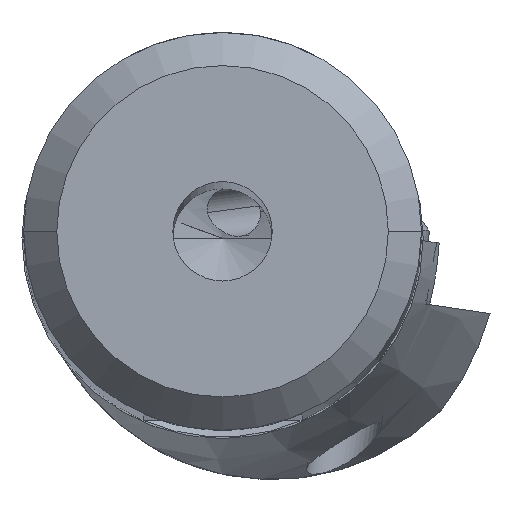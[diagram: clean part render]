
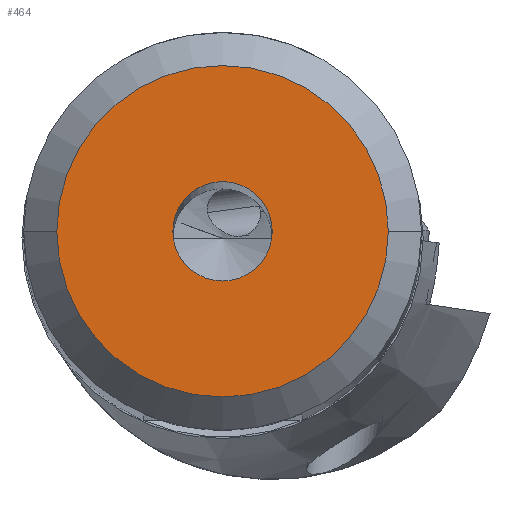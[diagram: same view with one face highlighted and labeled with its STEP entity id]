
A CAD part, top view. The second image highlights one B-rep face of the part: STEP entity #464.
In plain terms, the highlighted planar face has unit normal (0, 0, 1).
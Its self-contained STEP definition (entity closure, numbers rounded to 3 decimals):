
#464=ADVANCED_FACE('',(#532,#533),#515,.T.);
#515=PLANE('',#1701);
#532=FACE_BOUND('',#590,.T.);
#533=FACE_BOUND('',#591,.T.);
#590=EDGE_LOOP('',(#886,#887,#888));
#591=EDGE_LOOP('',(#889,#890));
#886=ORIENTED_EDGE('',*,*,#1349,.F.);
#887=ORIENTED_EDGE('',*,*,#1350,.F.);
#888=ORIENTED_EDGE('',*,*,#1351,.F.);
#889=ORIENTED_EDGE('',*,*,#1352,.F.);
#890=ORIENTED_EDGE('',*,*,#1348,.F.);
#1159=VERTEX_POINT('',#2786);
#1160=VERTEX_POINT('',#2788);
#1161=VERTEX_POINT('',#2792);
#1162=VERTEX_POINT('',#2793);
#1163=VERTEX_POINT('',#2795);
#1348=EDGE_CURVE('',#1160,#1159,#1481,.T.);
#1349=EDGE_CURVE('',#1161,#1162,#1482,.T.);
#1350=EDGE_CURVE('',#1163,#1161,#1483,.T.);
#1351=EDGE_CURVE('',#1162,#1163,#1484,.T.);
#1352=EDGE_CURVE('',#1159,#1160,#1485,.T.);
#1481=CIRCLE('',#1695,1.5);
#1482=CIRCLE('',#1697,5.);
#1483=CIRCLE('',#1698,5.);
#1484=CIRCLE('',#1699,5.);
#1485=CIRCLE('',#1700,1.5);
#1695=AXIS2_PLACEMENT_3D('',#2789,#2055,#2056);
#1697=AXIS2_PLACEMENT_3D('',#2791,#2059,#2060);
#1698=AXIS2_PLACEMENT_3D('',#2794,#2061,#2062);
#1699=AXIS2_PLACEMENT_3D('',#2796,#2063,#2064);
#1700=AXIS2_PLACEMENT_3D('',#2797,#2065,#2066);
#1701=AXIS2_PLACEMENT_3D('',#2798,#2067,#2068);
#2055=DIRECTION('',(0.,0.,1.));
#2056=DIRECTION('',(1.,0.,0.));
#2059=DIRECTION('',(0.,0.,-1.));
#2060=DIRECTION('',(-1.,0.,0.));
#2061=DIRECTION('',(0.,0.,-1.));
#2062=DIRECTION('',(0.,-1.,0.));
#2063=DIRECTION('',(0.,0.,-1.));
#2064=DIRECTION('',(1.,0.,0.));
#2065=DIRECTION('',(0.,0.,1.));
#2066=DIRECTION('',(-1.,0.,0.));
#2067=DIRECTION('',(0.,0.,1.));
#2068=DIRECTION('',(-1.,0.,0.));
#2786=CARTESIAN_POINT('',(-1.5,0.,0.));
#2788=CARTESIAN_POINT('',(1.5,0.,0.));
#2789=CARTESIAN_POINT('',(0.,0.,0.));
#2791=CARTESIAN_POINT('',(0.,0.,0.));
#2792=CARTESIAN_POINT('',(-5.,0.,0.));
#2793=CARTESIAN_POINT('',(5.,0.,0.));
#2794=CARTESIAN_POINT('',(0.,0.,0.));
#2795=CARTESIAN_POINT('',(0.,-5.,0.));
#2796=CARTESIAN_POINT('',(0.,0.,0.));
#2797=CARTESIAN_POINT('',(0.,0.,0.));
#2798=CARTESIAN_POINT('',(0.,0.005,0.));
